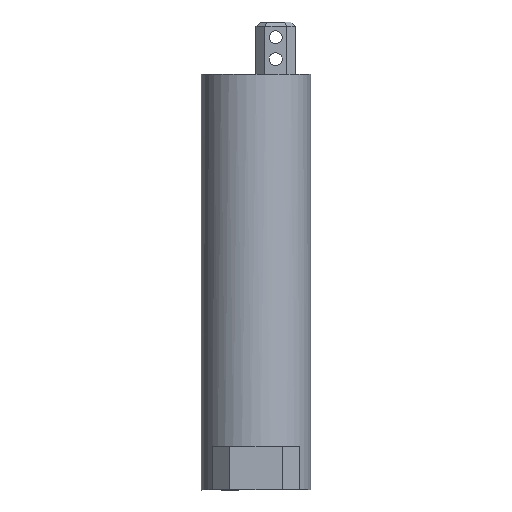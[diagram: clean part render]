
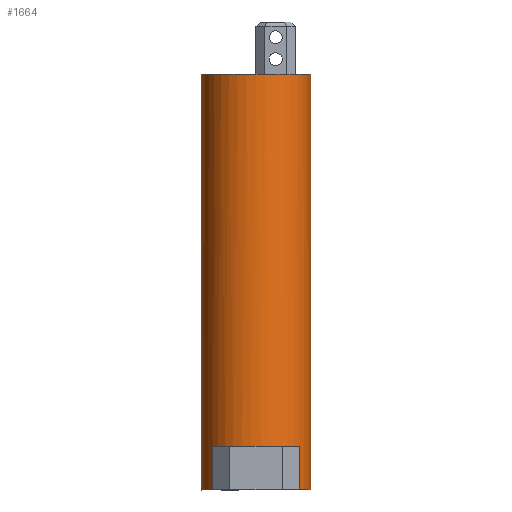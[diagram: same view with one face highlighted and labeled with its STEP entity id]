
A CAD part, front view. The second image highlights one B-rep face of the part: STEP entity #1664.
In plain terms, the highlighted cylindrical face has radius 12.5 mm (diameter 25 mm), a partial arc.
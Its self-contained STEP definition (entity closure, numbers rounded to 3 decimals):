
#24 = DIRECTION ( 'NONE',  ( 0., 1., 0. ) ) ;
#104 = CARTESIAN_POINT ( 'NONE',  ( 10.5, -90., 6.782 ) ) ;
#147 = EDGE_CURVE ( 'NONE', #3077, #1452, #2287, .T. ) ;
#148 = CIRCLE ( 'NONE', #1316, 12.5 ) ;
#160 = DIRECTION ( 'NONE',  ( 0., -1., 0. ) ) ;
#233 = VERTEX_POINT ( 'NONE', #3202 ) ;
#304 = DIRECTION ( 'NONE',  ( 0., 0., 1. ) ) ;
#402 = DIRECTION ( 'NONE',  ( 0., 0., 1. ) ) ;
#427 = DIRECTION ( 'NONE',  ( 0., 1., 0. ) ) ;
#435 = ORIENTED_EDGE ( 'NONE', *, *, #1884, .F. ) ;
#521 = VECTOR ( 'NONE', #1106, 1000. ) ;
#562 = AXIS2_PLACEMENT_3D ( 'NONE', #1817, #3682, #402 ) ;
#570 = ORIENTED_EDGE ( 'NONE', *, *, #2493, .T. ) ;
#635 = AXIS2_PLACEMENT_3D ( 'NONE', #3199, #2054, #2429 ) ;
#722 = ORIENTED_EDGE ( 'NONE', *, *, #3127, .F. ) ;
#1030 = EDGE_CURVE ( 'NONE', #4679, #4801, #4270, .T. ) ;
#1047 = CARTESIAN_POINT ( 'NONE',  ( 10.5, -90., -6.782 ) ) ;
#1085 = CARTESIAN_POINT ( 'NONE',  ( 0., -95., -12.5 ) ) ;
#1086 = CIRCLE ( 'NONE', #2275, 12.5 ) ;
#1099 = DIRECTION ( 'NONE',  ( 0., 1., 0. ) ) ;
#1106 = DIRECTION ( 'NONE',  ( 0., 1., 0. ) ) ;
#1161 = CARTESIAN_POINT ( 'NONE',  ( 9., -95., -8.675 ) ) ;
#1250 = EDGE_CURVE ( 'NONE', #1457, #3128, #1251, .T. ) ;
#1251 = LINE ( 'NONE', #2249, #4027 ) ;
#1316 = AXIS2_PLACEMENT_3D ( 'NONE', #4507, #2945, #304 ) ;
#1336 = ORIENTED_EDGE ( 'NONE', *, *, #3285, .F. ) ;
#1350 = AXIS2_PLACEMENT_3D ( 'NONE', #1970, #2689, #1571 ) ;
#1361 = FACE_OUTER_BOUND ( 'NONE', #3383, .T. ) ;
#1396 = AXIS2_PLACEMENT_3D ( 'NONE', #2957, #3729, #1557 ) ;
#1452 = VERTEX_POINT ( 'NONE', #4645 ) ;
#1457 = VERTEX_POINT ( 'NONE', #104 ) ;
#1513 = CARTESIAN_POINT ( 'NONE',  ( 9., -90., -8.675 ) ) ;
#1557 = DIRECTION ( 'NONE',  ( 0., 0., 1. ) ) ;
#1571 = DIRECTION ( 'NONE',  ( 0., 0., 1. ) ) ;
#1657 = CARTESIAN_POINT ( 'NONE',  ( 0., -95., 12.5 ) ) ;
#1664 = ADVANCED_FACE ( 'NONE', ( #1361 ), #3550, .T. ) ;
#1738 = ORIENTED_EDGE ( 'NONE', *, *, #1748, .T. ) ;
#1745 = ORIENTED_EDGE ( 'NONE', *, *, #4057, .F. ) ;
#1748 = EDGE_CURVE ( 'NONE', #4490, #3128, #2315, .T. ) ;
#1817 = CARTESIAN_POINT ( 'NONE',  ( 0., -95., 0. ) ) ;
#1844 = CARTESIAN_POINT ( 'NONE',  ( 10.5, -95., 6.782 ) ) ;
#1883 = LINE ( 'NONE', #2519, #4684 ) ;
#1884 = EDGE_CURVE ( 'NONE', #3029, #3685, #2644, .T. ) ;
#1970 = CARTESIAN_POINT ( 'NONE',  ( 0., 0., 0. ) ) ;
#2053 = LINE ( 'NONE', #1085, #521 ) ;
#2054 = DIRECTION ( 'NONE',  ( 0., 1., 0. ) ) ;
#2076 = CARTESIAN_POINT ( 'NONE',  ( 9., -85., 8.675 ) ) ;
#2182 = DIRECTION ( 'NONE',  ( 0., 1., 0. ) ) ;
#2249 = CARTESIAN_POINT ( 'NONE',  ( 10.5, -95., 6.782 ) ) ;
#2255 = CARTESIAN_POINT ( 'NONE',  ( 0., 0., -12.5 ) ) ;
#2275 = AXIS2_PLACEMENT_3D ( 'NONE', #2799, #427, #3497 ) ;
#2287 = CIRCLE ( 'NONE', #1350, 12.5 ) ;
#2315 = CIRCLE ( 'NONE', #635, 12.5 ) ;
#2429 = DIRECTION ( 'NONE',  ( 0., 0., 1. ) ) ;
#2493 = EDGE_CURVE ( 'NONE', #3779, #3077, #2053, .T. ) ;
#2519 = CARTESIAN_POINT ( 'NONE',  ( 0., -95., 12.5 ) ) ;
#2603 = DIRECTION ( 'NONE',  ( 0., -1., 0. ) ) ;
#2644 = CIRCLE ( 'NONE', #1396, 12.5 ) ;
#2649 = CARTESIAN_POINT ( 'NONE',  ( 0., -95., -12.5 ) ) ;
#2689 = DIRECTION ( 'NONE',  ( 0., -1., 0. ) ) ;
#2799 = CARTESIAN_POINT ( 'NONE',  ( 0., -90., 0. ) ) ;
#2945 = DIRECTION ( 'NONE',  ( 0., 1., 0. ) ) ;
#2957 = CARTESIAN_POINT ( 'NONE',  ( 0., -90., 0. ) ) ;
#2998 = CARTESIAN_POINT ( 'NONE',  ( 10.5, -95., -6.782 ) ) ;
#3029 = VERTEX_POINT ( 'NONE', #1047 ) ;
#3077 = VERTEX_POINT ( 'NONE', #2255 ) ;
#3127 = EDGE_CURVE ( 'NONE', #233, #3029, #4666, .T. ) ;
#3128 = VERTEX_POINT ( 'NONE', #1844 ) ;
#3197 = CARTESIAN_POINT ( 'NONE',  ( 9., -95., 8.675 ) ) ;
#3199 = CARTESIAN_POINT ( 'NONE',  ( 0., -95., 0. ) ) ;
#3202 = CARTESIAN_POINT ( 'NONE',  ( 10.5, -95., -6.782 ) ) ;
#3220 = CARTESIAN_POINT ( 'NONE',  ( 9., -90., 8.675 ) ) ;
#3229 = ORIENTED_EDGE ( 'NONE', *, *, #1250, .F. ) ;
#3285 = EDGE_CURVE ( 'NONE', #3685, #4679, #3320, .T. ) ;
#3320 = LINE ( 'NONE', #1161, #3385 ) ;
#3324 = CARTESIAN_POINT ( 'NONE',  ( 9., -85., -8.675 ) ) ;
#3330 = CARTESIAN_POINT ( 'NONE',  ( 0., -85., 0. ) ) ;
#3334 = ORIENTED_EDGE ( 'NONE', *, *, #147, .T. ) ;
#3347 = DIRECTION ( 'NONE',  ( 0., 0., 1. ) ) ;
#3383 = EDGE_LOOP ( 'NONE', ( #3712, #570, #3334, #4687, #1738, #3229, #3690, #1745, #3519, #1336, #435, #722 ) ) ;
#3385 = VECTOR ( 'NONE', #24, 1000. ) ;
#3497 = DIRECTION ( 'NONE',  ( 0., 0., 1. ) ) ;
#3519 = ORIENTED_EDGE ( 'NONE', *, *, #1030, .F. ) ;
#3550 = CYLINDRICAL_SURFACE ( 'NONE', #562, 12.5 ) ;
#3633 = EDGE_CURVE ( 'NONE', #233, #3779, #148, .T. ) ;
#3682 = DIRECTION ( 'NONE',  ( 0., 1., 0. ) ) ;
#3685 = VERTEX_POINT ( 'NONE', #1513 ) ;
#3690 = ORIENTED_EDGE ( 'NONE', *, *, #4815, .F. ) ;
#3707 = DIRECTION ( 'NONE',  ( 0., -1., 0. ) ) ;
#3712 = ORIENTED_EDGE ( 'NONE', *, *, #3633, .T. ) ;
#3729 = DIRECTION ( 'NONE',  ( 0., 1., 0. ) ) ;
#3779 = VERTEX_POINT ( 'NONE', #2649 ) ;
#3958 = VECTOR ( 'NONE', #160, 1000. ) ;
#4027 = VECTOR ( 'NONE', #2603, 1000. ) ;
#4057 = EDGE_CURVE ( 'NONE', #4801, #4825, #4756, .T. ) ;
#4251 = AXIS2_PLACEMENT_3D ( 'NONE', #3330, #3707, #3347 ) ;
#4270 = CIRCLE ( 'NONE', #4251, 12.5 ) ;
#4490 = VERTEX_POINT ( 'NONE', #1657 ) ;
#4507 = CARTESIAN_POINT ( 'NONE',  ( 0., -95., 0. ) ) ;
#4524 = EDGE_CURVE ( 'NONE', #4490, #1452, #1883, .T. ) ;
#4567 = VECTOR ( 'NONE', #1099, 1000. ) ;
#4645 = CARTESIAN_POINT ( 'NONE',  ( 0., 0., 12.5 ) ) ;
#4666 = LINE ( 'NONE', #2998, #4567 ) ;
#4679 = VERTEX_POINT ( 'NONE', #3324 ) ;
#4684 = VECTOR ( 'NONE', #2182, 1000. ) ;
#4687 = ORIENTED_EDGE ( 'NONE', *, *, #4524, .F. ) ;
#4756 = LINE ( 'NONE', #3197, #3958 ) ;
#4801 = VERTEX_POINT ( 'NONE', #2076 ) ;
#4815 = EDGE_CURVE ( 'NONE', #4825, #1457, #1086, .T. ) ;
#4825 = VERTEX_POINT ( 'NONE', #3220 ) ;
